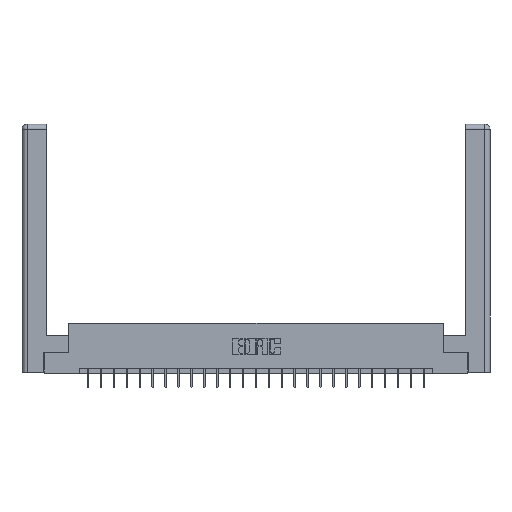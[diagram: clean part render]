
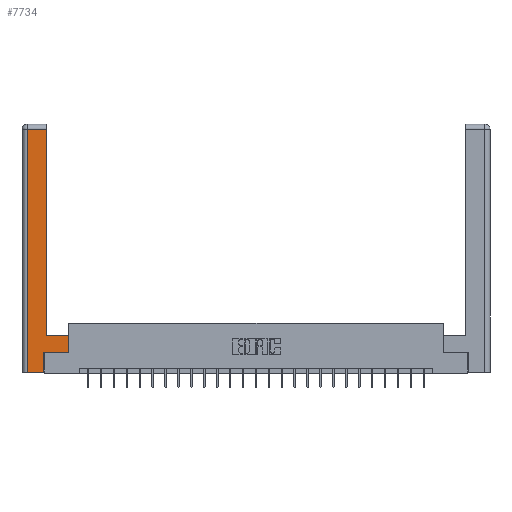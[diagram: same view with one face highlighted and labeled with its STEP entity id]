
A CAD part, top view. The second image highlights one B-rep face of the part: STEP entity #7734.
In plain terms, the highlighted planar face has unit normal (0, 0, 1).
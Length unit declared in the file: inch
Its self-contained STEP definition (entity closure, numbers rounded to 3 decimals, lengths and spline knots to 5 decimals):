
#361 = CARTESIAN_POINT ( 'NONE',  ( 0.295, 2.94, 0. ) ) ;
#1108 = CARTESIAN_POINT ( 'NONE',  ( 0.265, 0.245, 0. ) ) ;
#1112 = VECTOR ( 'NONE', #14043, 39.37008 ) ;
#1191 = LINE ( 'NONE', #5874, #16357 ) ;
#1615 = ORIENTED_EDGE ( 'NONE', *, *, #16283, .T. ) ;
#2552 = VECTOR ( 'NONE', #8927, 39.37008 ) ;
#2990 = ORIENTED_EDGE ( 'NONE', *, *, #9803, .T. ) ;
#3452 = CARTESIAN_POINT ( 'NONE',  ( 0.265, 0.245, 0. ) ) ;
#3825 = EDGE_CURVE ( 'NONE', #23930, #21484, #24923, .T. ) ;
#3866 = DIRECTION ( 'NONE',  ( 1., 0., 0. ) ) ;
#3979 = VECTOR ( 'NONE', #3866, 39.37008 ) ;
#4174 = CARTESIAN_POINT ( 'NONE',  ( 0., 0., 0. ) ) ;
#4507 = EDGE_LOOP ( 'NONE', ( #19318, #6790, #19293, #2990, #1615, #15233, #9757, #5350 ) ) ;
#5350 = ORIENTED_EDGE ( 'NONE', *, *, #22036, .T. ) ;
#5527 = DIRECTION ( 'NONE',  ( 0., 1., 0. ) ) ;
#5874 = CARTESIAN_POINT ( 'NONE',  ( 0.0615, 2.94, 0. ) ) ;
#6400 = VERTEX_POINT ( 'NONE', #1108 ) ;
#6612 = AXIS2_PLACEMENT_3D ( 'NONE', #4174, #12299, #10226 ) ;
#6739 = DIRECTION ( 'NONE',  ( 0., 1., 0. ) ) ;
#6790 = ORIENTED_EDGE ( 'NONE', *, *, #13976, .T. ) ;
#7137 = CARTESIAN_POINT ( 'NONE',  ( 0.565, 0.245, 0. ) ) ;
#7182 = DIRECTION ( 'NONE',  ( 0., -1., 0. ) ) ;
#7299 = LINE ( 'NONE', #22892, #24652 ) ;
#7734 = ADVANCED_FACE ( 'NONE', ( #18314 ), #23889, .F. ) ;
#7871 = EDGE_CURVE ( 'NONE', #16989, #8664, #9647, .T. ) ;
#8664 = VERTEX_POINT ( 'NONE', #19870 ) ;
#8927 = DIRECTION ( 'NONE',  ( 1., 0., 0. ) ) ;
#9346 = DIRECTION ( 'NONE',  ( -1., 0., 0. ) ) ;
#9576 = CARTESIAN_POINT ( 'NONE',  ( 0.0615, 0., 0. ) ) ;
#9647 = LINE ( 'NONE', #12562, #24196 ) ;
#9757 = ORIENTED_EDGE ( 'NONE', *, *, #7871, .T. ) ;
#9803 = EDGE_CURVE ( 'NONE', #23109, #18252, #16390, .T. ) ;
#10226 = DIRECTION ( 'NONE',  ( -1., 0., 0. ) ) ;
#10948 = LINE ( 'NONE', #3452, #23034 ) ;
#11270 = EDGE_CURVE ( 'NONE', #6400, #16989, #12461, .T. ) ;
#11839 = CARTESIAN_POINT ( 'NONE',  ( 0.295, 3., 0. ) ) ;
#12299 = DIRECTION ( 'NONE',  ( 0., 0., -1. ) ) ;
#12461 = LINE ( 'NONE', #24854, #2552 ) ;
#12562 = CARTESIAN_POINT ( 'NONE',  ( 0.565, 0.45, 0. ) ) ;
#13512 = LINE ( 'NONE', #23382, #14764 ) ;
#13880 = CARTESIAN_POINT ( 'NONE',  ( 0.295, 0.45, 0. ) ) ;
#13976 = EDGE_CURVE ( 'NONE', #21484, #22283, #1191, .T. ) ;
#14043 = DIRECTION ( 'NONE',  ( 0., 1., 0. ) ) ;
#14764 = VECTOR ( 'NONE', #9346, 39.37008 ) ;
#15233 = ORIENTED_EDGE ( 'NONE', *, *, #11270, .T. ) ;
#16283 = EDGE_CURVE ( 'NONE', #18252, #6400, #10948, .T. ) ;
#16357 = VECTOR ( 'NONE', #21529, 39.37008 ) ;
#16390 = LINE ( 'NONE', #19538, #3979 ) ;
#16989 = VERTEX_POINT ( 'NONE', #7137 ) ;
#18252 = VERTEX_POINT ( 'NONE', #18962 ) ;
#18314 = FACE_OUTER_BOUND ( 'NONE', #4507, .T. ) ;
#18962 = CARTESIAN_POINT ( 'NONE',  ( 0.265, 0., 0. ) ) ;
#19293 = ORIENTED_EDGE ( 'NONE', *, *, #24785, .T. ) ;
#19318 = ORIENTED_EDGE ( 'NONE', *, *, #3825, .T. ) ;
#19538 = CARTESIAN_POINT ( 'NONE',  ( 0.265, 0., 0. ) ) ;
#19870 = CARTESIAN_POINT ( 'NONE',  ( 0.565, 0.45, 0. ) ) ;
#20111 = CARTESIAN_POINT ( 'NONE',  ( 0.0615, 2.94, 0. ) ) ;
#21484 = VERTEX_POINT ( 'NONE', #361 ) ;
#21529 = DIRECTION ( 'NONE',  ( -1., 0., 0. ) ) ;
#22036 = EDGE_CURVE ( 'NONE', #8664, #23930, #13512, .T. ) ;
#22283 = VERTEX_POINT ( 'NONE', #20111 ) ;
#22892 = CARTESIAN_POINT ( 'NONE',  ( 0.0615, 0., 0. ) ) ;
#23034 = VECTOR ( 'NONE', #5527, 39.37008 ) ;
#23109 = VERTEX_POINT ( 'NONE', #9576 ) ;
#23382 = CARTESIAN_POINT ( 'NONE',  ( 0.295, 0.45, 0. ) ) ;
#23889 = PLANE ( 'NONE',  #6612 ) ;
#23930 = VERTEX_POINT ( 'NONE', #13880 ) ;
#24196 = VECTOR ( 'NONE', #6739, 39.37008 ) ;
#24652 = VECTOR ( 'NONE', #7182, 39.37008 ) ;
#24785 = EDGE_CURVE ( 'NONE', #22283, #23109, #7299, .T. ) ;
#24854 = CARTESIAN_POINT ( 'NONE',  ( 0.565, 0.245, 0. ) ) ;
#24923 = LINE ( 'NONE', #11839, #1112 ) ;
